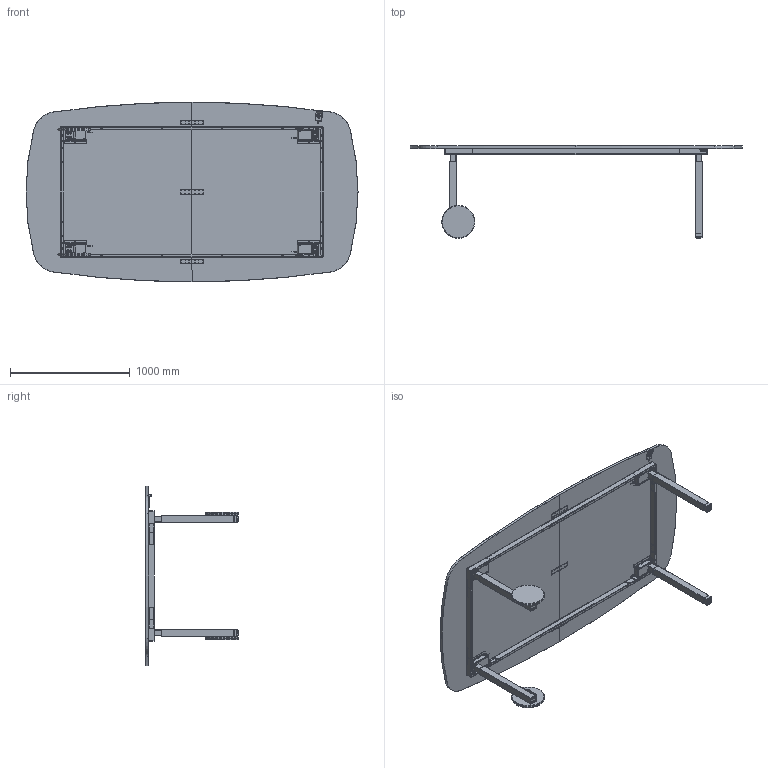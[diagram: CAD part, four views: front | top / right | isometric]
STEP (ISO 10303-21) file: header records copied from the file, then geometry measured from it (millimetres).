
FILE_DESCRIPTION (( 'STEP AP203' ), '1' );
FILE_NAME ('WAGON TABLE 2800 - HIGH END by Swedstyle_563000XXG-1.STEP', '2021-03-08T13:12:17', ( '' ), ( '' ), 'SwSTEP 2.0', 'SolidWorks 2019', '' );
FILE_SCHEMA (( 'CONFIG_CONTROL_DESIGN' ));
Length unit declared in the file: millimetre
Products named in the file (3): Skiva inkl. bordskontroll - Wagon Table 2800 HIGH END; Wagon Table 2800, +50mm, exkl. skiva - HIGH END; WAGON TABLE 2800  - HIGH END by Swedstyle_563000XXG-1
Assembly tree (2 placements, depth 2):
  WAGON TABLE 2800  - HIGH END by Swedstyle_563000XXG-1
    Wagon Table 2800, +50mm, exkl. skiva - HIGH END
    Skiva inkl. bordskontroll - Wagon Table 2800 HIGH END
Bounding box: 2770 x 773.9 x 1500 mm (x, y, z)
Surface area: 10965303.1 mm2 (no closed solid volume)
Topology: 0 solids, 355 shells, 1380 faces, 6311 edges, 5175 vertices
Faces by surface type: plane 642, cylinder 485, sphere 86, cone 74, torus 71, bspline 22
Entity records: 66758 total; most frequent: CARTESIAN_POINT 15191, DIRECTION 11275, ORIENTED_EDGE 8085, EDGE_CURVE 6293, VERTEX_POINT 5175, AXIS2_PLACEMENT_3D 3925, VECTOR 3425, LINE 3425
